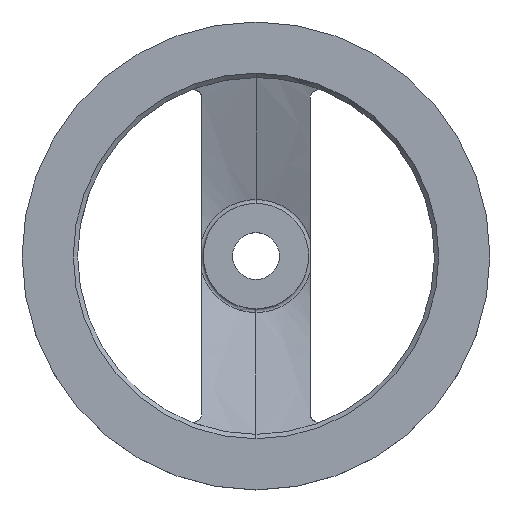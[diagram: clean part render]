
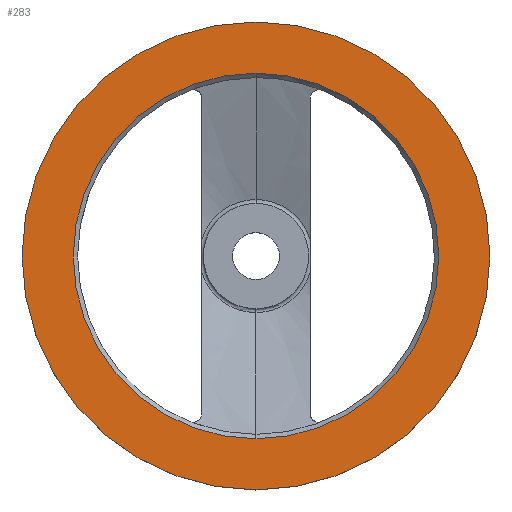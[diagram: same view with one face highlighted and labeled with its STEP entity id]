
A CAD part, top view. The second image highlights one B-rep face of the part: STEP entity #283.
In plain terms, the highlighted planar face has unit normal (0, 0, 1).
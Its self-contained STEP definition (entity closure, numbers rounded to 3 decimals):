
#269=EDGE_CURVE('',#517,#491,#669,.T.);
#273=EDGE_CURVE('',#491,#517,#675,.T.);
#281=EDGE_CURVE('',#449,#583,#684,.T.);
#283=ADVANCED_FACE('',(#686,#687),#688,.T.);
#449=VERTEX_POINT('',#870);
#465=EDGE_CURVE('',#583,#449,#890,.T.);
#491=VERTEX_POINT('',#918);
#517=VERTEX_POINT('',#945);
#583=VERTEX_POINT('',#1017);
#669=CIRCLE('',#1150,62.5);
#675=CIRCLE('',#1157,62.5);
#684=CIRCLE('',#1169,80.0);
#686=FACE_BOUND('',#1171,.T.);
#687=FACE_OUTER_BOUND('',#1172,.T.);
#688=PLANE('',#1173);
#870=CARTESIAN_POINT('',(0.,-80.0,39.0));
#890=CIRCLE('',#1579,80.0);
#918=CARTESIAN_POINT('',(0.,62.5,39.0));
#945=CARTESIAN_POINT('',(0.,-62.5,39.0));
#1017=CARTESIAN_POINT('',(0.,80.0,39.0));
#1150=AXIS2_PLACEMENT_3D('',#1934,#1935,#1936);
#1157=AXIS2_PLACEMENT_3D('',#1945,#1946,#1947);
#1169=AXIS2_PLACEMENT_3D('',#1957,#1958,#1959);
#1171=EDGE_LOOP('',(#1961,#1962));
#1172=EDGE_LOOP('',(#1963,#1964));
#1173=AXIS2_PLACEMENT_3D('',#1965,#1966,#1967);
#1579=AXIS2_PLACEMENT_3D('',#2223,#2224,#2225);
#1934=CARTESIAN_POINT('',(0.,0.,39.0));
#1935=DIRECTION('',(0.,0.,1.0));
#1936=DIRECTION('',(0.,1.0,0.));
#1945=CARTESIAN_POINT('',(0.,0.,39.0));
#1946=DIRECTION('',(0.,0.,1.0));
#1947=DIRECTION('',(0.,1.0,0.));
#1957=CARTESIAN_POINT('',(0.,0.,39.0));
#1958=DIRECTION('',(0.,0.,1.0));
#1959=DIRECTION('',(0.,1.0,0.));
#1961=ORIENTED_EDGE('',*,*,#273,.F.);
#1962=ORIENTED_EDGE('',*,*,#269,.F.);
#1963=ORIENTED_EDGE('',*,*,#465,.T.);
#1964=ORIENTED_EDGE('',*,*,#281,.T.);
#1965=CARTESIAN_POINT('',(0.,71.25,39.0));
#1966=DIRECTION('',(0.,0.,1.0));
#1967=DIRECTION('',(0.,1.0,0.0));
#2223=CARTESIAN_POINT('',(0.,0.,39.0));
#2224=DIRECTION('',(0.,0.,1.0));
#2225=DIRECTION('',(0.,1.0,0.));
